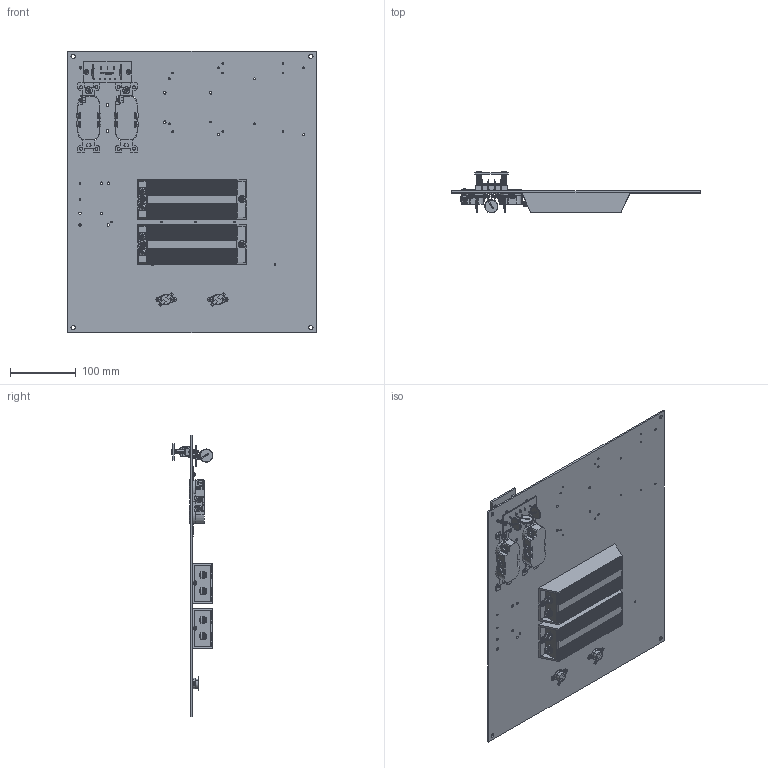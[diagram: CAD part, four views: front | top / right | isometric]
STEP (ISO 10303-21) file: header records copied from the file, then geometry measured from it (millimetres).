
FILE_DESCRIPTION (( 'STEP AP214' ), '1' );
FILE_NAME ('NB18-RP1H0.STEP', '2013-10-02T15:33:58', ( 'L-Com' ), ( 'L-Com Global Connectivity' ), 'SwSTEP 2.0', 'SolidWorks 2012', '' );
FILE_SCHEMA (( 'AUTOMOTIVE_DESIGN' ));
Length unit declared in the file: inch
Products named in the file (20): XFS-0031; XMH-0006; XFW-0004; XHIC-HTR110; XFS-0012; XFW-0009; XFN-0022; X-ASSY-HYP285-1; XERZ-V20D241; X-PCB-HYP285; XLBL-F704-UL_With Actual Text; 1AW05-083_With Actual Text; 1AW05-082_With Actual Text; XFS-0017; XF797-02; XMH-0010; XFN-0013; XCTB-0002; XF685-01; NB18-RP1H0
Assembly tree (44 placements, depth 3):
  NB18-RP1H0
    XF685-01
    XCTB-0002
    XFN-0013  x2
    XMH-0010  x2
    XF797-02
    XFS-0017  x11
    1AW05-082_With Actual Text
    1AW05-083_With Actual Text
    XLBL-F704-UL_With Actual Text
    X-ASSY-HYP285-1
      X-PCB-HYP285
      XERZ-V20D241  x3
    XFN-0022  x2
    XFW-0009  x2
    XFS-0012  x2
    XHIC-HTR110  x2
    XFW-0004  x4
    XMH-0006  x2
    XFS-0031  x4
Bounding box: 377.82 x 63.71 x 428.62 mm (x, y, z)
Volume: 1019336.6 mm3; surface area: 450437.1 mm2
Topology: 43 solids, 43 shells, 3901 faces, 9785 edges, 6114 vertices
Faces by surface type: plane 1601, cylinder 948, cone 730, bspline 322, torus 263, sphere 37
Entity records: 101555 total; most frequent: CARTESIAN_POINT 30661, ORIENTED_EDGE 11294, DIRECTION 10001, EDGE_CURVE 5647, VERTEX_POINT 3615, VECTOR 3345, LINE 3345, AXIS2_PLACEMENT_3D 3328
